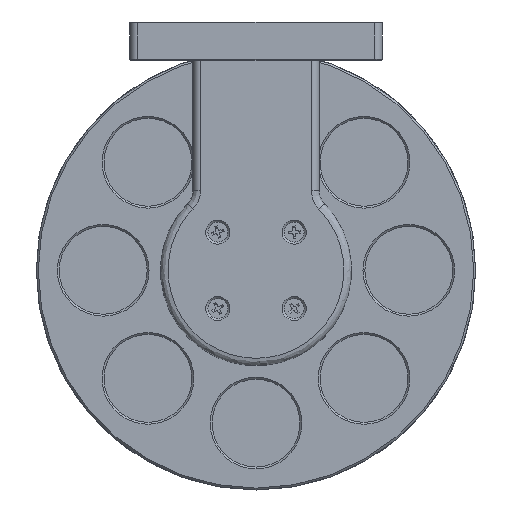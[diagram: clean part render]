
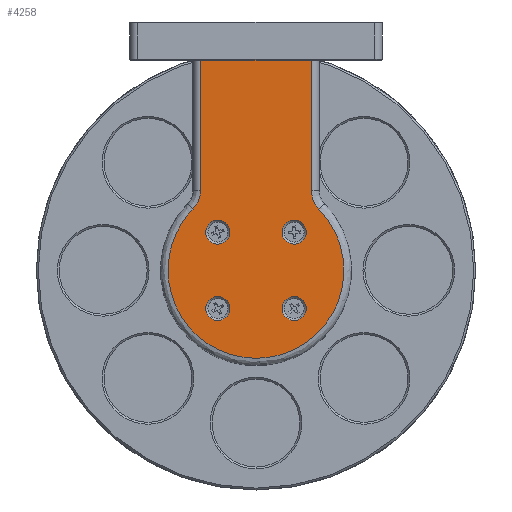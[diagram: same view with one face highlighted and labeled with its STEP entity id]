
A CAD part, front view. The second image highlights one B-rep face of the part: STEP entity #4258.
In plain terms, the highlighted planar face has unit normal (0, -1, 0).
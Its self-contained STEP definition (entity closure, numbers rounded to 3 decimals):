
#577 = CARTESIAN_POINT ( 'NONE',  ( -13.938, -5.641, 89.075 ) ) ;
#998 = DIRECTION ( 'NONE',  ( 0., 0., -1. ) ) ;
#1041 = VECTOR ( 'NONE', #998, 1000. ) ;
#1180 = EDGE_CURVE ( 'NONE', #15041, #15041, #7244, .T. ) ;
#1218 = ORIENTED_EDGE ( 'NONE', *, *, #1180, .F. ) ;
#1273 = CARTESIAN_POINT ( 'NONE',  ( -38.438, -5.641, 76.85 ) ) ;
#1324 = CARTESIAN_POINT ( 'NONE',  ( -38.438, -5.641, 60. ) ) ;
#1602 = DIRECTION ( 'NONE',  ( 0., -1., 0. ) ) ;
#1848 = VERTEX_POINT ( 'NONE', #15025 ) ;
#2094 = DIRECTION ( 'NONE',  ( 0., 0., -1. ) ) ;
#2250 = DIRECTION ( 'NONE',  ( 1., 0., 0. ) ) ;
#2275 = CARTESIAN_POINT ( 'NONE',  ( -44.921, -5.641, 86.041 ) ) ;
#2323 = FACE_BOUND ( 'NONE', #17866, .T. ) ;
#2384 = VERTEX_POINT ( 'NONE', #9078 ) ;
#2468 = CARTESIAN_POINT ( 'NONE',  ( 4.669, -5.641, 68.958 ) ) ;
#2512 = FACE_BOUND ( 'NONE', #18950, .T. ) ;
#2708 = PLANE ( 'NONE',  #17612 ) ;
#3156 = CARTESIAN_POINT ( 'NONE',  ( -43.633, -5.641, 87.364 ) ) ;
#4016 = EDGE_CURVE ( 'NONE', #13134, #10149, #4162, .T. ) ;
#4162 = LINE ( 'NONE', #8305, #1041 ) ;
#4190 = AXIS2_PLACEMENT_3D ( 'NONE', #1324, #13057, #7457 ) ;
#4258 = ADVANCED_FACE ( 'NONE', ( #11172, #11265, #2323, #2512, #5293 ), #2708, .F. ) ;
#4345 = VERTEX_POINT ( 'NONE', #14451 ) ;
#4421 = LINE ( 'NONE', #13088, #13086 ) ;
#5107 = CIRCLE ( 'NONE', #18935, 3.15 ) ;
#5190 = CARTESIAN_POINT ( 'NONE',  ( -13.243, -5.641, 87.364 ) ) ;
#5293 = FACE_BOUND ( 'NONE', #14264, .T. ) ;
#5333 = EDGE_CURVE ( 'NONE', #11733, #13134, #9652, .T. ) ;
#5445 = CARTESIAN_POINT ( 'NONE',  ( -28.438, -5.641, 47. ) ) ;
#5684 = VERTEX_POINT ( 'NONE', #11570 ) ;
#5719 = AXIS2_PLACEMENT_3D ( 'NONE', #8803, #14680, #17917 ) ;
#5770 = AXIS2_PLACEMENT_3D ( 'NONE', #14587, #1602, #13326 ) ;
#5780 = ORIENTED_EDGE ( 'NONE', *, *, #8625, .F. ) ;
#5970 =( BOUNDED_CURVE ( )  B_SPLINE_CURVE ( 3, ( #11823, #3156, #13172, #16056 ),
 .UNSPECIFIED., .F., .F. ) 
 B_SPLINE_CURVE_WITH_KNOTS ( ( 4, 4 ),
 ( 0., 1. ),
 .UNSPECIFIED. ) 
 CURVE ( )  GEOMETRIC_REPRESENTATION_ITEM ( )  RATIONAL_B_SPLINE_CURVE ( ( 1., 0.951, 0.951, 1. ) ) 
 REPRESENTATION_ITEM ( '' )  );
#6409 = CARTESIAN_POINT ( 'NONE',  ( -13.938, -5.641, 90.922 ) ) ;
#6435 = CARTESIAN_POINT ( 'NONE',  ( -11.954, -5.641, 86.041 ) ) ;
#6646 = EDGE_CURVE ( 'NONE', #2384, #11733, #4421, .T. ) ;
#6877 = CARTESIAN_POINT ( 'NONE',  ( -11.954, -5.641, 86.041 ) ) ;
#7244 = CIRCLE ( 'NONE', #4190, 3.15 ) ;
#7262 = ORIENTED_EDGE ( 'NONE', *, *, #15771, .F. ) ;
#7352 = ORIENTED_EDGE ( 'NONE', *, *, #9137, .F. ) ;
#7457 = DIRECTION ( 'NONE',  ( 0., 0., -1. ) ) ;
#7756 = CARTESIAN_POINT ( 'NONE',  ( -38.438, -5.641, 80. ) ) ;
#7936 = ORIENTED_EDGE ( 'NONE', *, *, #5333, .F. ) ;
#8305 = CARTESIAN_POINT ( 'NONE',  ( -13.938, -5.641, 70. ) ) ;
#8327 = CARTESIAN_POINT ( 'NONE',  ( -52.273, -5.641, 47. ) ) ;
#8372 = DIRECTION ( 'NONE',  ( 0., 0., 1. ) ) ;
#8484 = CIRCLE ( 'NONE', #5719, 3.15 ) ;
#8528 = CARTESIAN_POINT ( 'NONE',  ( -4.602, -5.641, 47. ) ) ;
#8625 = EDGE_CURVE ( 'NONE', #10149, #17322, #18518, .T. ) ;
#8803 = CARTESIAN_POINT ( 'NONE',  ( -18.438, -5.641, 80. ) ) ;
#9078 = CARTESIAN_POINT ( 'NONE',  ( -42.938, -5.641, 90.922 ) ) ;
#9137 = EDGE_CURVE ( 'NONE', #17513, #17513, #5107, .T. ) ;
#9264 = EDGE_CURVE ( 'NONE', #4345, #4345, #8484, .T. ) ;
#9296 =( BOUNDED_CURVE ( )  B_SPLINE_CURVE ( 3, ( #6877, #2468, #8528, #5445, #8327, #16979, #2275 ),
 .UNSPECIFIED., .F., .F. ) 
 B_SPLINE_CURVE_WITH_KNOTS ( ( 4, 3, 4 ),
 ( 0., 0.5, 1. ),
 .UNSPECIFIED. ) 
 CURVE ( )  GEOMETRIC_REPRESENTATION_ITEM ( )  RATIONAL_B_SPLINE_CURVE ( ( 1., 0.593, 0.593, 1., 0.593, 0.593, 1. ) ) 
 REPRESENTATION_ITEM ( '' )  );
#9652 = LINE ( 'NONE', #9935, #15504 ) ;
#9935 = CARTESIAN_POINT ( 'NONE',  ( -28.438, -5.641, 125. ) ) ;
#10087 = CIRCLE ( 'NONE', #5770, 3.15 ) ;
#10149 = VERTEX_POINT ( 'NONE', #6409 ) ;
#10614 = CARTESIAN_POINT ( 'NONE',  ( -11.954, -5.641, 86.041 ) ) ;
#11025 = ORIENTED_EDGE ( 'NONE', *, *, #11143, .F. ) ;
#11143 = EDGE_CURVE ( 'NONE', #5684, #5684, #10087, .T. ) ;
#11172 = FACE_OUTER_BOUND ( 'NONE', #14780, .T. ) ;
#11265 = FACE_BOUND ( 'NONE', #14573, .T. ) ;
#11384 = ORIENTED_EDGE ( 'NONE', *, *, #4016, .F. ) ;
#11570 = CARTESIAN_POINT ( 'NONE',  ( -18.438, -5.641, 56.85 ) ) ;
#11733 = VERTEX_POINT ( 'NONE', #12128 ) ;
#11823 = CARTESIAN_POINT ( 'NONE',  ( -44.921, -5.641, 86.041 ) ) ;
#12128 = CARTESIAN_POINT ( 'NONE',  ( -42.938, -5.641, 125. ) ) ;
#12805 = DIRECTION ( 'NONE',  ( 0., 1., 0. ) ) ;
#13057 = DIRECTION ( 'NONE',  ( 0., -1., 0. ) ) ;
#13086 = VECTOR ( 'NONE', #18858, 1000. ) ;
#13088 = CARTESIAN_POINT ( 'NONE',  ( -42.938, -5.641, 70. ) ) ;
#13134 = VERTEX_POINT ( 'NONE', #17460 ) ;
#13172 = CARTESIAN_POINT ( 'NONE',  ( -42.938, -5.641, 89.075 ) ) ;
#13326 = DIRECTION ( 'NONE',  ( 0., 0., -1. ) ) ;
#14264 = EDGE_LOOP ( 'NONE', ( #1218 ) ) ;
#14451 = CARTESIAN_POINT ( 'NONE',  ( -18.438, -5.641, 76.85 ) ) ;
#14573 = EDGE_LOOP ( 'NONE', ( #11025 ) ) ;
#14587 = CARTESIAN_POINT ( 'NONE',  ( -18.438, -5.641, 60. ) ) ;
#14680 = DIRECTION ( 'NONE',  ( 0., -1., 0. ) ) ;
#14780 = EDGE_LOOP ( 'NONE', ( #11384, #7936, #16620, #7262, #15573, #5780 ) ) ;
#14879 = EDGE_CURVE ( 'NONE', #17322, #1848, #9296, .T. ) ;
#15025 = CARTESIAN_POINT ( 'NONE',  ( -44.921, -5.641, 86.041 ) ) ;
#15041 = VERTEX_POINT ( 'NONE', #16375 ) ;
#15504 = VECTOR ( 'NONE', #2250, 1000. ) ;
#15573 = ORIENTED_EDGE ( 'NONE', *, *, #14879, .F. ) ;
#15771 = EDGE_CURVE ( 'NONE', #1848, #2384, #5970, .T. ) ;
#16056 = CARTESIAN_POINT ( 'NONE',  ( -42.938, -5.641, 90.922 ) ) ;
#16375 = CARTESIAN_POINT ( 'NONE',  ( -38.438, -5.641, 56.85 ) ) ;
#16620 = ORIENTED_EDGE ( 'NONE', *, *, #6646, .F. ) ;
#16829 = CARTESIAN_POINT ( 'NONE',  ( -13.938, -5.641, 90.922 ) ) ;
#16936 = CARTESIAN_POINT ( 'NONE',  ( -28.438, -5.641, 70. ) ) ;
#16979 = CARTESIAN_POINT ( 'NONE',  ( -61.544, -5.641, 68.958 ) ) ;
#17322 = VERTEX_POINT ( 'NONE', #10614 ) ;
#17460 = CARTESIAN_POINT ( 'NONE',  ( -13.938, -5.641, 125. ) ) ;
#17513 = VERTEX_POINT ( 'NONE', #1273 ) ;
#17577 = ORIENTED_EDGE ( 'NONE', *, *, #9264, .F. ) ;
#17612 = AXIS2_PLACEMENT_3D ( 'NONE', #16936, #12805, #8372 ) ;
#17866 = EDGE_LOOP ( 'NONE', ( #7352 ) ) ;
#17917 = DIRECTION ( 'NONE',  ( 0., 0., -1. ) ) ;
#18053 = DIRECTION ( 'NONE',  ( 0., -1., 0. ) ) ;
#18518 =( BOUNDED_CURVE ( )  B_SPLINE_CURVE ( 3, ( #16829, #577, #5190, #6435 ),
 .UNSPECIFIED., .F., .F. ) 
 B_SPLINE_CURVE_WITH_KNOTS ( ( 4, 4 ),
 ( 0., 1. ),
 .UNSPECIFIED. ) 
 CURVE ( )  GEOMETRIC_REPRESENTATION_ITEM ( )  RATIONAL_B_SPLINE_CURVE ( ( 1., 0.951, 0.951, 1. ) ) 
 REPRESENTATION_ITEM ( '' )  );
#18858 = DIRECTION ( 'NONE',  ( 0., 0., 1. ) ) ;
#18935 = AXIS2_PLACEMENT_3D ( 'NONE', #7756, #18053, #2094 ) ;
#18950 = EDGE_LOOP ( 'NONE', ( #17577 ) ) ;
